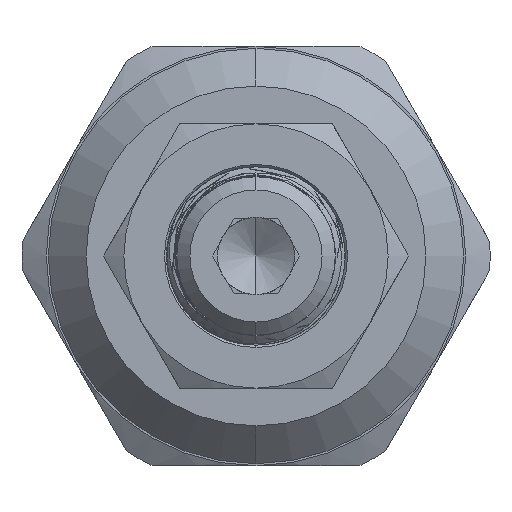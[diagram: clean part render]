
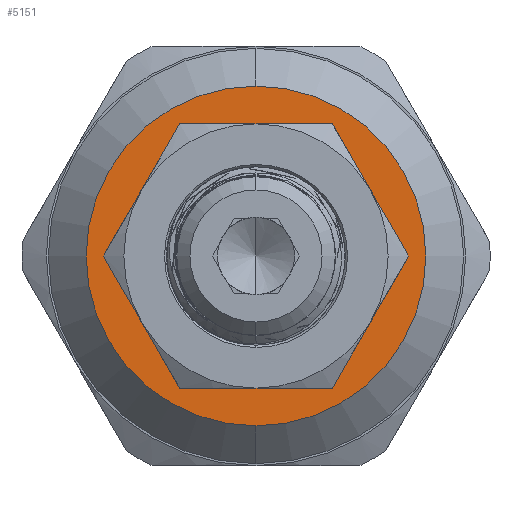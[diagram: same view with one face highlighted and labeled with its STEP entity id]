
A CAD part, left-side view. The second image highlights one B-rep face of the part: STEP entity #5151.
In plain terms, the highlighted planar face has unit normal (-1, 0, 0).
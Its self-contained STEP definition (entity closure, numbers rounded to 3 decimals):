
#85 = VERTEX_POINT ( 'NONE', #3186 ) ;
#178 = VERTEX_POINT ( 'NONE', #3134 ) ;
#184 = VERTEX_POINT ( 'NONE', #3200 ) ;
#199 = VERTEX_POINT ( 'NONE', #3178 ) ;
#230 = VERTEX_POINT ( 'NONE', #3108 ) ;
#243 = VERTEX_POINT ( 'NONE', #3188 ) ;
#410 = EDGE_CURVE ( 'NONE', #7625, #7236, #3887, .T. ) ;
#2589 = CARTESIAN_POINT ( 'NONE',  ( 0., 0., 0. ) ) ;
#2590 = DIRECTION ( 'NONE',  ( 1., 0., 0. ) ) ;
#2591 = DIRECTION ( 'NONE',  ( 0., 0., 1. ) ) ;
#2593 = CARTESIAN_POINT ( 'NONE',  ( 0., 0., 0. ) ) ;
#2594 = DIRECTION ( 'NONE',  ( 1., 0., 0. ) ) ;
#2595 = DIRECTION ( 'NONE',  ( 0., 0., 1. ) ) ;
#2599 = CARTESIAN_POINT ( 'NONE',  ( 0., 0., 0. ) ) ;
#2600 = DIRECTION ( 'NONE',  ( 1., 0., 0. ) ) ;
#2601 = DIRECTION ( 'NONE',  ( 0., 0., 1. ) ) ;
#2602 = CARTESIAN_POINT ( 'NONE',  ( 0., 0., 0. ) ) ;
#2603 = DIRECTION ( 'NONE',  ( 1., 0., 0. ) ) ;
#2604 = DIRECTION ( 'NONE',  ( 0., 0., 1. ) ) ;
#2607 = CARTESIAN_POINT ( 'NONE',  ( 0., 0., 0. ) ) ;
#2608 = DIRECTION ( 'NONE',  ( 1., 0., 0. ) ) ;
#2609 = DIRECTION ( 'NONE',  ( 0., 0., 1. ) ) ;
#2611 = CARTESIAN_POINT ( 'NONE',  ( 0., 0., 0. ) ) ;
#2612 = DIRECTION ( 'NONE',  ( -1., 0., 0. ) ) ;
#2613 = DIRECTION ( 'NONE',  ( 0., 0., -1. ) ) ;
#2694 = CARTESIAN_POINT ( 'NONE',  ( 0., 0., 0. ) ) ;
#2695 = DIRECTION ( 'NONE',  ( -1., 0., 0. ) ) ;
#2696 = DIRECTION ( 'NONE',  ( 0., 0., -1. ) ) ;
#3108 = CARTESIAN_POINT ( 'NONE',  ( 0., 0., -7. ) ) ;
#3134 = CARTESIAN_POINT ( 'NONE',  ( 0., 6.062, -3.5 ) ) ;
#3178 = CARTESIAN_POINT ( 'NONE',  ( 0., -6.062, 3.5 ) ) ;
#3186 = CARTESIAN_POINT ( 'NONE',  ( 0., 6.062, 3.5 ) ) ;
#3188 = CARTESIAN_POINT ( 'NONE',  ( 0., 0., 7. ) ) ;
#3200 = CARTESIAN_POINT ( 'NONE',  ( 0., -6.062, -3.5 ) ) ;
#3887 = CIRCLE ( 'NONE', #14218, 9. ) ;
#4137 = CIRCLE ( 'NONE', #9440, 7. ) ;
#4142 = CIRCLE ( 'NONE', #9439, 7. ) ;
#4143 = CIRCLE ( 'NONE', #9441, 7. ) ;
#4147 = CIRCLE ( 'NONE', #9442, 7. ) ;
#4152 = CIRCLE ( 'NONE', #9443, 7. ) ;
#4153 = CIRCLE ( 'NONE', #9444, 7. ) ;
#4166 = CIRCLE ( 'NONE', #9449, 9. ) ;
#4500 = EDGE_LOOP ( 'NONE', ( #10546, #6858 ) ) ;
#4617 = EDGE_LOOP ( 'NONE', ( #6767, #10389, #10378, #6773, #6725, #6731 ) ) ;
#4927 = EDGE_CURVE ( 'NONE', #85, #243, #4142, .T. ) ;
#4928 = EDGE_CURVE ( 'NONE', #243, #199, #4137, .T. ) ;
#4931 = EDGE_CURVE ( 'NONE', #199, #184, #4143, .T. ) ;
#4933 = EDGE_CURVE ( 'NONE', #178, #85, #4147, .T. ) ;
#4934 = EDGE_CURVE ( 'NONE', #230, #178, #4152, .T. ) ;
#4935 = EDGE_CURVE ( 'NONE', #230, #184, #4153, .T. ) ;
#4947 = EDGE_CURVE ( 'NONE', #7236, #7625, #4166, .T. ) ;
#5151 = ADVANCED_FACE ( 'NONE', ( #9773, #9775 ), #15042, .F. ) ;
#6725 = ORIENTED_EDGE ( 'NONE', *, *, #4934, .T. ) ;
#6731 = ORIENTED_EDGE ( 'NONE', *, *, #4933, .T. ) ;
#6767 = ORIENTED_EDGE ( 'NONE', *, *, #4927, .T. ) ;
#6773 = ORIENTED_EDGE ( 'NONE', *, *, #4935, .F. ) ;
#6858 = ORIENTED_EDGE ( 'NONE', *, *, #410, .T. ) ;
#7236 = VERTEX_POINT ( 'NONE', #17050 ) ;
#7625 = VERTEX_POINT ( 'NONE', #17242 ) ;
#8488 = CARTESIAN_POINT ( 'NONE',  ( 0., 0., 0. ) ) ;
#8489 = DIRECTION ( 'NONE',  ( -1., 0., 0. ) ) ;
#8490 = DIRECTION ( 'NONE',  ( 0., 0., -1. ) ) ;
#9439 = AXIS2_PLACEMENT_3D ( 'NONE', #2589, #2590, #2591 ) ;
#9440 = AXIS2_PLACEMENT_3D ( 'NONE', #2593, #2594, #2595 ) ;
#9441 = AXIS2_PLACEMENT_3D ( 'NONE', #2599, #2600, #2601 ) ;
#9442 = AXIS2_PLACEMENT_3D ( 'NONE', #2602, #2603, #2604 ) ;
#9443 = AXIS2_PLACEMENT_3D ( 'NONE', #2607, #2608, #2609 ) ;
#9444 = AXIS2_PLACEMENT_3D ( 'NONE', #2611, #2612, #2613 ) ;
#9449 = AXIS2_PLACEMENT_3D ( 'NONE', #2694, #2695, #2696 ) ;
#9612 = AXIS2_PLACEMENT_3D ( 'NONE', #15041, #15038, #15044 ) ;
#9773 = FACE_OUTER_BOUND ( 'NONE', #4500, .T. ) ;
#9775 = FACE_BOUND ( 'NONE', #4617, .T. ) ;
#10378 = ORIENTED_EDGE ( 'NONE', *, *, #4931, .T. ) ;
#10389 = ORIENTED_EDGE ( 'NONE', *, *, #4928, .T. ) ;
#10546 = ORIENTED_EDGE ( 'NONE', *, *, #4947, .T. ) ;
#14218 = AXIS2_PLACEMENT_3D ( 'NONE', #8488, #8489, #8490 ) ;
#15038 = DIRECTION ( 'NONE',  ( 1., 0., 0. ) ) ;
#15041 = CARTESIAN_POINT ( 'NONE',  ( 0., 0., 0. ) ) ;
#15042 = PLANE ( 'NONE',  #9612 ) ;
#15044 = DIRECTION ( 'NONE',  ( 0., 0., -1. ) ) ;
#17050 = CARTESIAN_POINT ( 'NONE',  ( 0., 0., -9. ) ) ;
#17242 = CARTESIAN_POINT ( 'NONE',  ( 0., 0., 9. ) ) ;
